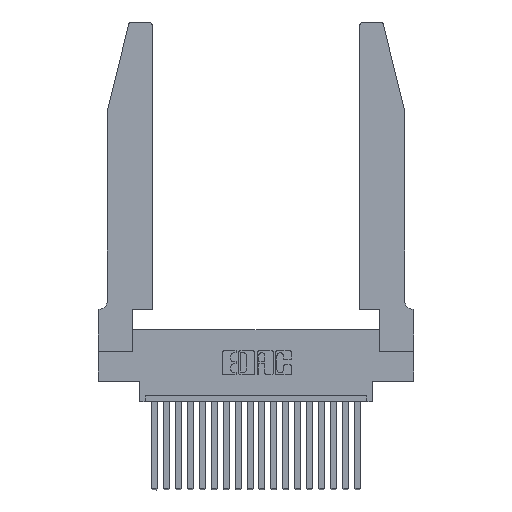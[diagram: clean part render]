
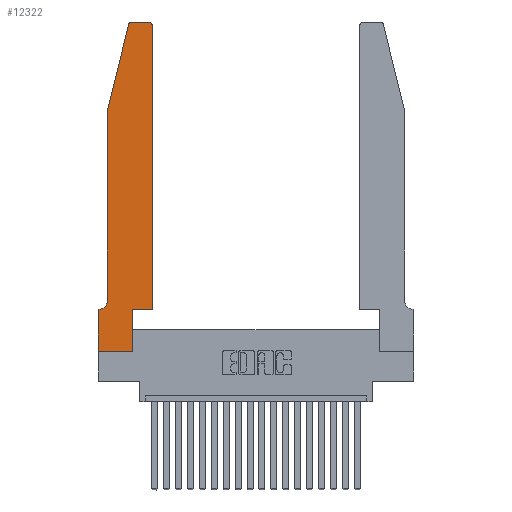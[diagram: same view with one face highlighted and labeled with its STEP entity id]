
A CAD part, top view. The second image highlights one B-rep face of the part: STEP entity #12322.
In plain terms, the highlighted planar face has unit normal (0, 0, 1).
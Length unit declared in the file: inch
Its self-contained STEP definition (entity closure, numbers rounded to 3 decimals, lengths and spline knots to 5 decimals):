
#157 = VECTOR ( 'NONE', #17241, 39.37008 ) ;
#521 = CARTESIAN_POINT ( 'NONE',  ( 0.284, 2.75, 0.37 ) ) ;
#579 = CARTESIAN_POINT ( 'NONE',  ( 0.2865, 0.35, 0.37 ) ) ;
#676 = ORIENTED_EDGE ( 'NONE', *, *, #1440, .T. ) ;
#1025 = DIRECTION ( 'NONE',  ( -0.239, -0.971, 0. ) ) ;
#1110 = AXIS2_PLACEMENT_3D ( 'NONE', #17034, #2170, #20246 ) ;
#1413 = CARTESIAN_POINT ( 'NONE',  ( 0.2865, 0., 0.37 ) ) ;
#1440 = EDGE_CURVE ( 'NONE', #16757, #11943, #1464, .T. ) ;
#1464 = LINE ( 'NONE', #15707, #157 ) ;
#1645 = CARTESIAN_POINT ( 'NONE',  ( 0.4505, 0.35, 0.37 ) ) ;
#1670 = LINE ( 'NONE', #8028, #10002 ) ;
#1701 = VERTEX_POINT ( 'NONE', #3307 ) ;
#1958 = VERTEX_POINT ( 'NONE', #10581 ) ;
#2170 = DIRECTION ( 'NONE',  ( 0., 0., 1. ) ) ;
#2178 = CARTESIAN_POINT ( 'NONE',  ( 0.0755, 2., 0.37 ) ) ;
#2334 = CARTESIAN_POINT ( 'NONE',  ( 0.0055, 0.35, 0.37 ) ) ;
#2455 = DIRECTION ( 'NONE',  ( 1., 0., 0. ) ) ;
#2580 = EDGE_CURVE ( 'NONE', #15609, #15766, #4043, .T. ) ;
#2706 = CARTESIAN_POINT ( 'NONE',  ( 0.0755, 2., 0.37 ) ) ;
#3201 = CIRCLE ( 'NONE', #20001, 0.03 ) ;
#3292 = EDGE_CURVE ( 'NONE', #14187, #1958, #1670, .T. ) ;
#3307 = CARTESIAN_POINT ( 'NONE',  ( 0.0755, 0.42, 0.37 ) ) ;
#3370 = FACE_OUTER_BOUND ( 'NONE', #16942, .T. ) ;
#3487 = ORIENTED_EDGE ( 'NONE', *, *, #8775, .T. ) ;
#3507 = AXIS2_PLACEMENT_3D ( 'NONE', #4338, #6091, #7747 ) ;
#3686 = ORIENTED_EDGE ( 'NONE', *, *, #3292, .T. ) ;
#3801 = LINE ( 'NONE', #2706, #17276 ) ;
#3882 = CARTESIAN_POINT ( 'NONE',  ( 0., 0.35, 0.37 ) ) ;
#4043 = LINE ( 'NONE', #7563, #9778 ) ;
#4187 = LINE ( 'NONE', #18329, #6018 ) ;
#4338 = CARTESIAN_POINT ( 'NONE',  ( 0.0055, 0.42, 0.37 ) ) ;
#4890 = EDGE_CURVE ( 'NONE', #1958, #16757, #15334, .T. ) ;
#5517 = CARTESIAN_POINT ( 'NONE',  ( 0.25487, 2.72718, 0.37 ) ) ;
#6018 = VECTOR ( 'NONE', #19848, 39.37008 ) ;
#6091 = DIRECTION ( 'NONE',  ( 0., 0., -1. ) ) ;
#6189 = CARTESIAN_POINT ( 'NONE',  ( 0.0755, 0.35, 0.37 ) ) ;
#6358 = ORIENTED_EDGE ( 'NONE', *, *, #14006, .T. ) ;
#6993 = EDGE_CURVE ( 'NONE', #8767, #14187, #18398, .T. ) ;
#7004 = ORIENTED_EDGE ( 'NONE', *, *, #20266, .T. ) ;
#7048 = ORIENTED_EDGE ( 'NONE', *, *, #20204, .T. ) ;
#7536 = CARTESIAN_POINT ( 'NONE',  ( 0.4505, 0.35, 0.37 ) ) ;
#7563 = CARTESIAN_POINT ( 'NONE',  ( 0.0755, 2., 0.37 ) ) ;
#7580 = VERTEX_POINT ( 'NONE', #1413 ) ;
#7747 = DIRECTION ( 'NONE',  ( -1., 0., 0. ) ) ;
#7901 = PLANE ( 'NONE',  #14177 ) ;
#8028 = CARTESIAN_POINT ( 'NONE',  ( 0.4505, 0.35, 0.37 ) ) ;
#8767 = VERTEX_POINT ( 'NONE', #13719 ) ;
#8775 = EDGE_CURVE ( 'NONE', #7580, #8767, #20884, .T. ) ;
#8790 = ORIENTED_EDGE ( 'NONE', *, *, #4890, .T. ) ;
#9216 = VERTEX_POINT ( 'NONE', #12876 ) ;
#9399 = DIRECTION ( 'NONE',  ( 0., -1., 0. ) ) ;
#9457 = CARTESIAN_POINT ( 'NONE',  ( 0.284, 2.72, 0.37 ) ) ;
#9488 = DIRECTION ( 'NONE',  ( 1., 0., 0. ) ) ;
#9733 = CARTESIAN_POINT ( 'NONE',  ( 0.4205, 2.75, 0.37 ) ) ;
#9778 = VECTOR ( 'NONE', #1025, 39.37008 ) ;
#10002 = VECTOR ( 'NONE', #11261, 39.37008 ) ;
#10241 = VECTOR ( 'NONE', #17779, 39.37008 ) ;
#10497 = VERTEX_POINT ( 'NONE', #2334 ) ;
#10581 = CARTESIAN_POINT ( 'NONE',  ( 0.4505, 2.72, 0.37 ) ) ;
#10622 = ORIENTED_EDGE ( 'NONE', *, *, #19506, .T. ) ;
#10649 = ORIENTED_EDGE ( 'NONE', *, *, #17966, .T. ) ;
#11141 = EDGE_CURVE ( 'NONE', #11363, #9216, #4187, .T. ) ;
#11261 = DIRECTION ( 'NONE',  ( 0., 1., 0. ) ) ;
#11363 = VERTEX_POINT ( 'NONE', #3882 ) ;
#11591 = VECTOR ( 'NONE', #20687, 39.37008 ) ;
#11625 = CARTESIAN_POINT ( 'NONE',  ( 0., 0.35, 0.37 ) ) ;
#11943 = VERTEX_POINT ( 'NONE', #521 ) ;
#12322 = ADVANCED_FACE ( 'NONE', ( #3370 ), #7901, .T. ) ;
#12432 = VECTOR ( 'NONE', #2455, 39.37008 ) ;
#12556 = LINE ( 'NONE', #6189, #10241 ) ;
#12674 = CARTESIAN_POINT ( 'NONE',  ( 0., 0., 0.37 ) ) ;
#12717 = DIRECTION ( 'NONE',  ( 1., 0., 0. ) ) ;
#12876 = CARTESIAN_POINT ( 'NONE',  ( 0., 0., 0.37 ) ) ;
#13137 = DIRECTION ( 'NONE',  ( 0., 0., 1. ) ) ;
#13719 = CARTESIAN_POINT ( 'NONE',  ( 0.2865, 0.35, 0.37 ) ) ;
#14006 = EDGE_CURVE ( 'NONE', #1701, #10497, #19531, .T. ) ;
#14177 = AXIS2_PLACEMENT_3D ( 'NONE', #11625, #13137, #19733 ) ;
#14187 = VERTEX_POINT ( 'NONE', #1645 ) ;
#14632 = LINE ( 'NONE', #12674, #19584 ) ;
#15334 = CIRCLE ( 'NONE', #1110, 0.03 ) ;
#15609 = VERTEX_POINT ( 'NONE', #5517 ) ;
#15707 = CARTESIAN_POINT ( 'NONE',  ( 0.2605, 2.75, 0.37 ) ) ;
#15766 = VERTEX_POINT ( 'NONE', #2178 ) ;
#16381 = ORIENTED_EDGE ( 'NONE', *, *, #11141, .T. ) ;
#16757 = VERTEX_POINT ( 'NONE', #9733 ) ;
#16942 = EDGE_LOOP ( 'NONE', ( #676, #7048, #17384, #10649, #6358, #7004, #16381, #10622, #3487, #21196, #3686, #8790 ) ) ;
#17034 = CARTESIAN_POINT ( 'NONE',  ( 0.4205, 2.72, 0.37 ) ) ;
#17241 = DIRECTION ( 'NONE',  ( -1., 0., 0. ) ) ;
#17276 = VECTOR ( 'NONE', #9399, 39.37008 ) ;
#17384 = ORIENTED_EDGE ( 'NONE', *, *, #2580, .T. ) ;
#17779 = DIRECTION ( 'NONE',  ( -1., 0., 0. ) ) ;
#17966 = EDGE_CURVE ( 'NONE', #15766, #1701, #3801, .T. ) ;
#18329 = CARTESIAN_POINT ( 'NONE',  ( 0., 0., 0.37 ) ) ;
#18398 = LINE ( 'NONE', #7536, #12432 ) ;
#19506 = EDGE_CURVE ( 'NONE', #9216, #7580, #14632, .T. ) ;
#19531 = CIRCLE ( 'NONE', #3507, 0.07 ) ;
#19584 = VECTOR ( 'NONE', #9488, 39.37008 ) ;
#19733 = DIRECTION ( 'NONE',  ( 1., 0., 0. ) ) ;
#19848 = DIRECTION ( 'NONE',  ( 0., -1., 0. ) ) ;
#20001 = AXIS2_PLACEMENT_3D ( 'NONE', #9457, #21103, #12717 ) ;
#20204 = EDGE_CURVE ( 'NONE', #11943, #15609, #3201, .T. ) ;
#20246 = DIRECTION ( 'NONE',  ( 1., 0., 0. ) ) ;
#20266 = EDGE_CURVE ( 'NONE', #10497, #11363, #12556, .T. ) ;
#20687 = DIRECTION ( 'NONE',  ( 0., 1., 0. ) ) ;
#20884 = LINE ( 'NONE', #579, #11591 ) ;
#21103 = DIRECTION ( 'NONE',  ( 0., 0., 1. ) ) ;
#21196 = ORIENTED_EDGE ( 'NONE', *, *, #6993, .T. ) ;
